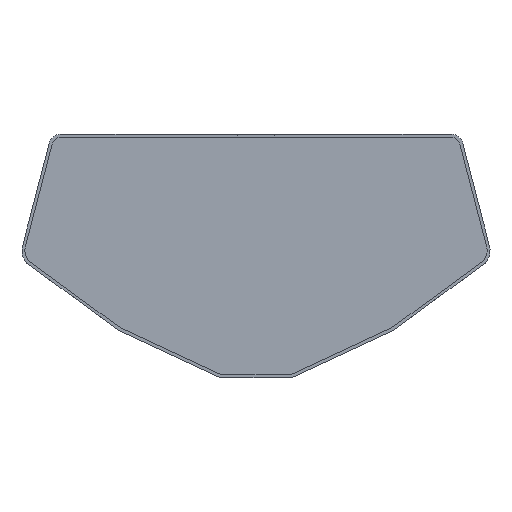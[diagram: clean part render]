
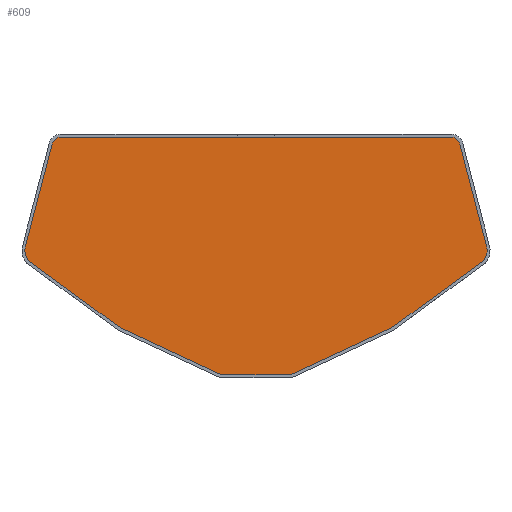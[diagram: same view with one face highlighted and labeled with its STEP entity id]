
A CAD part, top view. The second image highlights one B-rep face of the part: STEP entity #609.
In plain terms, the highlighted planar face has unit normal (0, 0, 1).
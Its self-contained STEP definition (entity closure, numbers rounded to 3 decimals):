
#31=CIRCLE('',#650,8.519);
#32=CIRCLE('',#653,4.82);
#34=CIRCLE('',#662,4.82);
#35=CIRCLE('',#666,8.519);
#59=FACE_OUTER_BOUND('',#89,.T.);
#89=EDGE_LOOP('',(#509,#510,#511,#512,#513,#514,#515,#516,#517,#518,#519,
#520));
#133=LINE('',#932,#205);
#136=LINE('',#937,#208);
#138=LINE('',#941,#210);
#141=LINE('',#949,#213);
#159=LINE('',#991,#231);
#161=LINE('',#995,#233);
#162=LINE('',#1000,#234);
#163=LINE('',#1001,#235);
#205=VECTOR('',#743,10.);
#208=VECTOR('',#748,10.);
#210=VECTOR('',#752,10.);
#213=VECTOR('',#761,10.);
#231=VECTOR('',#803,10.);
#233=VECTOR('',#807,10.);
#234=VECTOR('',#812,10.);
#235=VECTOR('',#813,10.);
#279=VERTEX_POINT('',#929);
#280=VERTEX_POINT('',#931);
#281=VERTEX_POINT('',#935);
#282=VERTEX_POINT('',#939);
#283=VERTEX_POINT('',#943);
#284=VERTEX_POINT('',#947);
#286=VERTEX_POINT('',#953);
#294=VERTEX_POINT('',#983);
#295=VERTEX_POINT('',#985);
#297=VERTEX_POINT('',#993);
#298=VERTEX_POINT('',#997);
#299=VERTEX_POINT('',#999);
#345=EDGE_CURVE('',#280,#279,#133,.F.);
#348=EDGE_CURVE('',#279,#281,#136,.F.);
#350=EDGE_CURVE('',#281,#282,#138,.F.);
#352=EDGE_CURVE('',#282,#283,#31,.T.);
#354=EDGE_CURVE('',#283,#284,#141,.F.);
#357=EDGE_CURVE('',#284,#286,#32,.T.);
#372=EDGE_CURVE('',#295,#294,#34,.F.);
#375=EDGE_CURVE('',#286,#295,#159,.T.);
#377=EDGE_CURVE('',#294,#297,#161,.T.);
#378=EDGE_CURVE('',#297,#298,#35,.T.);
#379=EDGE_CURVE('',#298,#299,#162,.F.);
#380=EDGE_CURVE('',#299,#280,#163,.F.);
#509=ORIENTED_EDGE('',*,*,#372,.T.);
#510=ORIENTED_EDGE('',*,*,#377,.T.);
#511=ORIENTED_EDGE('',*,*,#378,.T.);
#512=ORIENTED_EDGE('',*,*,#379,.T.);
#513=ORIENTED_EDGE('',*,*,#380,.T.);
#514=ORIENTED_EDGE('',*,*,#345,.T.);
#515=ORIENTED_EDGE('',*,*,#348,.T.);
#516=ORIENTED_EDGE('',*,*,#350,.T.);
#517=ORIENTED_EDGE('',*,*,#352,.T.);
#518=ORIENTED_EDGE('',*,*,#354,.T.);
#519=ORIENTED_EDGE('',*,*,#357,.T.);
#520=ORIENTED_EDGE('',*,*,#375,.T.);
#583=PLANE('',#665);
#609=ADVANCED_FACE('',(#59),#583,.T.);
#650=AXIS2_PLACEMENT_3D('',#945,#756,#757);
#653=AXIS2_PLACEMENT_3D('',#955,#766,#767);
#662=AXIS2_PLACEMENT_3D('',#986,#797,#798);
#665=AXIS2_PLACEMENT_3D('',#996,#808,#809);
#666=AXIS2_PLACEMENT_3D('',#998,#810,#811);
#743=DIRECTION('',(-1.,0.,0.));
#748=DIRECTION('',(-0.907,-0.422,0.));
#752=DIRECTION('',(-0.807,-0.59,0.));
#756=DIRECTION('center_axis',(0.,0.,1.));
#757=DIRECTION('ref_axis',(1.,0.,0.));
#761=DIRECTION('',(0.252,-0.968,0.));
#766=DIRECTION('center_axis',(0.,0.,1.));
#767=DIRECTION('ref_axis',(1.,0.,0.));
#797=DIRECTION('center_axis',(0.,0.,-1.));
#798=DIRECTION('ref_axis',(1.,0.,0.));
#803=DIRECTION('',(-1.,0.,0.));
#807=DIRECTION('',(-0.252,-0.968,0.));
#808=DIRECTION('center_axis',(0.,0.,1.));
#809=DIRECTION('ref_axis',(1.,0.,0.));
#810=DIRECTION('center_axis',(0.,0.,1.));
#811=DIRECTION('ref_axis',(1.,0.,0.));
#812=DIRECTION('',(-0.807,0.591,0.));
#813=DIRECTION('',(-0.907,0.422,0.));
#929=CARTESIAN_POINT('',(169.076,-153.15,-0.75));
#931=CARTESIAN_POINT('',(131.914,-153.15,-0.75));
#932=CARTESIAN_POINT('',(141.287,-153.15,-0.75));
#935=CARTESIAN_POINT('',(223.903,-127.649,-0.75));
#937=CARTESIAN_POINT('',(175.894,-149.979,-0.75));
#939=CARTESIAN_POINT('',(273.306,-91.501,-0.75));
#941=CARTESIAN_POINT('',(211.873,-136.451,-0.75));
#943=CARTESIAN_POINT('',(275.084,-83.982,-0.75));
#945=CARTESIAN_POINT('Origin',(266.806,-85.995,-0.75));
#947=CARTESIAN_POINT('',(260.64,-28.436,-0.75));
#949=CARTESIAN_POINT('',(270.401,-65.974,-0.75));
#953=CARTESIAN_POINT('',(255.932,-24.65,-0.75));
#955=CARTESIAN_POINT('Origin',(255.932,-29.47,-0.75));
#983=CARTESIAN_POINT('',(40.342,-28.446,-0.75));
#985=CARTESIAN_POINT('',(45.05,-24.66,-0.75));
#986=CARTESIAN_POINT('Origin',(45.05,-29.48,-0.75));
#991=CARTESIAN_POINT('',(203.212,-24.652,-0.75));
#993=CARTESIAN_POINT('',(25.903,-83.977,-0.75));
#995=CARTESIAN_POINT('',(37.806,-38.201,-0.75));
#996=CARTESIAN_POINT('Origin',(150.495,-77.933,-0.75));
#997=CARTESIAN_POINT('',(27.68,-91.496,-0.75));
#998=CARTESIAN_POINT('Origin',(34.18,-85.99,-0.75));
#999=CARTESIAN_POINT('',(77.087,-127.649,-0.75));
#1000=CARTESIAN_POINT('',(64.478,-118.423,-0.75));
#1001=CARTESIAN_POINT('',(97.791,-137.279,-0.75));
